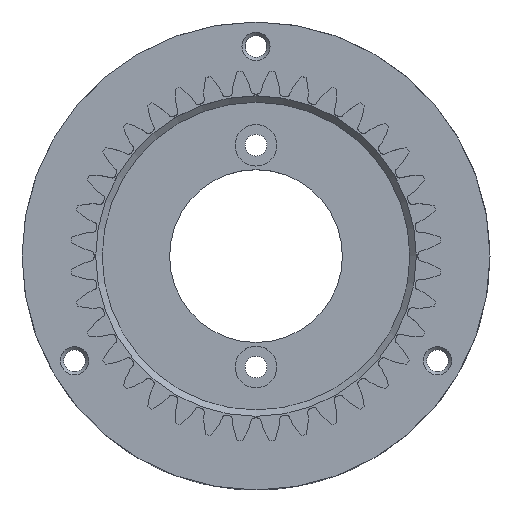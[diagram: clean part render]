
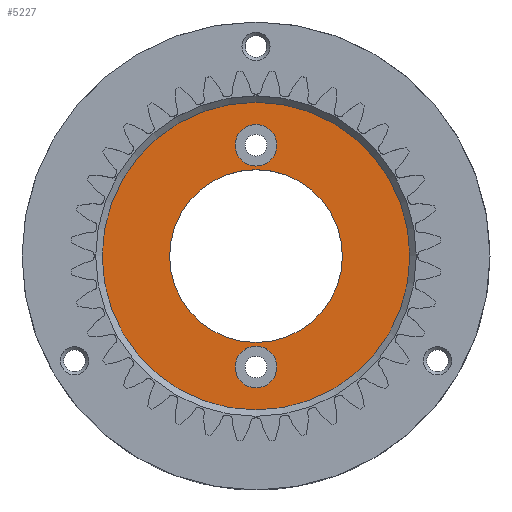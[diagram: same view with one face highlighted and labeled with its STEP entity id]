
A CAD part, top view. The second image highlights one B-rep face of the part: STEP entity #5227.
In plain terms, the highlighted planar face has unit normal (0, 0, 1).
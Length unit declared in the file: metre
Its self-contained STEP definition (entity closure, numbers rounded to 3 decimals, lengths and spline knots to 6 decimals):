
#730=CIRCLE('',#5794,0.00325);
#731=CIRCLE('',#5795,0.00325);
#732=CIRCLE('',#5796,0.024);
#733=CIRCLE('',#5797,0.013475);
#2229=ORIENTED_EDGE('',*,*,#3121,.T.);
#2230=ORIENTED_EDGE('',*,*,#3122,.T.);
#2231=ORIENTED_EDGE('',*,*,#3123,.T.);
#2232=ORIENTED_EDGE('',*,*,#3124,.F.);
#3121=EDGE_CURVE('',#3658,#3658,#730,.T.);
#3122=EDGE_CURVE('',#3659,#3659,#731,.T.);
#3123=EDGE_CURVE('',#3660,#3660,#732,.F.);
#3124=EDGE_CURVE('',#3661,#3661,#733,.F.);
#3658=VERTEX_POINT('',#9915);
#3659=VERTEX_POINT('',#9917);
#3660=VERTEX_POINT('',#9919);
#3661=VERTEX_POINT('',#9921);
#4545=EDGE_LOOP('',(#2229));
#4546=EDGE_LOOP('',(#2230));
#4547=EDGE_LOOP('',(#2231));
#4548=EDGE_LOOP('',(#2232));
#4864=FACE_BOUND('',#4545,.T.);
#4865=FACE_BOUND('',#4546,.T.);
#4866=FACE_BOUND('',#4547,.T.);
#4867=FACE_BOUND('',#4548,.T.);
#4955=PLANE('',#5793);
#5227=ADVANCED_FACE('',(#4864,#4865,#4866,#4867),#4955,.F.);
#5793=AXIS2_PLACEMENT_3D('',#9913,#7193,#7194);
#5794=AXIS2_PLACEMENT_3D('',#9914,#7195,#7196);
#5795=AXIS2_PLACEMENT_3D('',#9916,#7197,#7198);
#5796=AXIS2_PLACEMENT_3D('',#9918,#7199,#7200);
#5797=AXIS2_PLACEMENT_3D('',#9920,#7201,#7202);
#7193=DIRECTION('',(0.,0.,-1.));
#7194=DIRECTION('',(1.,0.,0.));
#7195=DIRECTION('',(0.,0.,-1.));
#7196=DIRECTION('',(-1.,0.,0.));
#7197=DIRECTION('',(0.,0.,-1.));
#7198=DIRECTION('',(-1.,0.,0.));
#7199=DIRECTION('',(0.,0.,-1.));
#7200=DIRECTION('',(-1.,0.,0.));
#7201=DIRECTION('',(0.,0.,-1.));
#7202=DIRECTION('',(-1.,0.,0.));
#9913=CARTESIAN_POINT('',(0.,0.00214,-0.006));
#9914=CARTESIAN_POINT('',(0.,-0.0173,-0.006));
#9915=CARTESIAN_POINT('',(-0.00325,-0.0173,-0.006));
#9916=CARTESIAN_POINT('',(0.,0.0173,-0.006));
#9917=CARTESIAN_POINT('',(-0.00325,0.0173,-0.006));
#9918=CARTESIAN_POINT('',(0.,0.,-0.006));
#9919=CARTESIAN_POINT('',(-0.024,0.,-0.006));
#9920=CARTESIAN_POINT('',(0.,0.,-0.006));
#9921=CARTESIAN_POINT('',(-0.013475,0.,-0.006));
